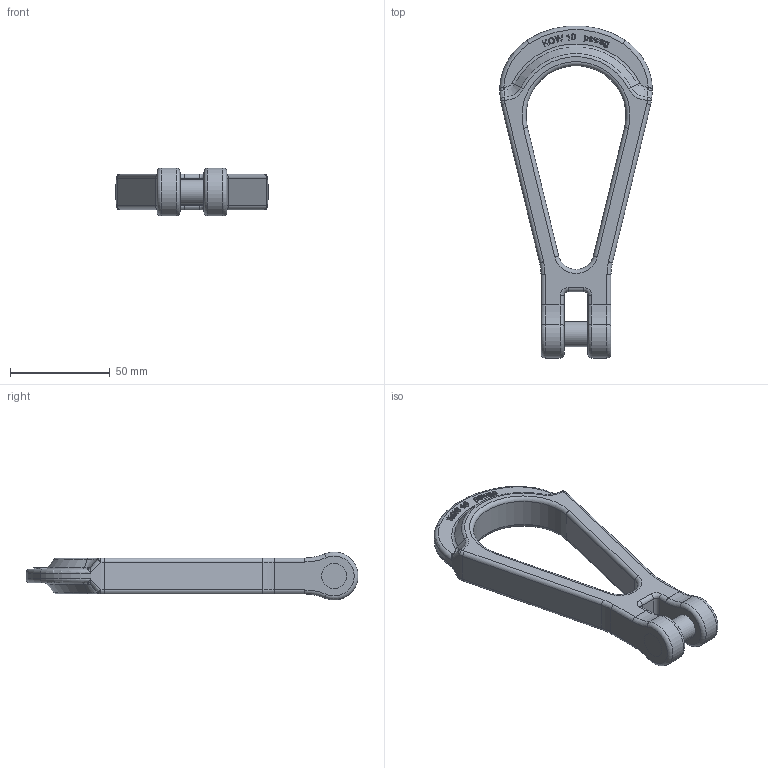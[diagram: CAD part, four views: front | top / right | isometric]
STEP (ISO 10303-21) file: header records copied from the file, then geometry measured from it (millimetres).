
FILE_DESCRIPTION(/* description */ (''),/* implementation_level */ '2;1');
FILE_NAME(/* name */ 'KOW 10 Kundenmodell',/* time_stamp */ '2010-01-07T10:35:32+01:00',/* author */ (''),/* organization */ (''),/* preprocessor_version */ 'ST-DEVELOPER v9',/* originating_system */ 'UGS - NX 4.0',/* authorisation */ '');
FILE_SCHEMA (('AUTOMOTIVE_DESIGN { 1 0 10303 214 1 1 1 1 }'));
Length unit declared in the file: millimetre
Products named in the file (1): ritF3E6v4af
Bounding box: 76.37 x 166.05 x 23.95 mm (x, y, z)
Volume: 73432.2 mm3; surface area: 22695.1 mm2
Topology: 2 solids, 2 shells, 278 faces, 703 edges, 437 vertices
Faces by surface type: plane 90, extrusion 84, torus 46, cylinder 36, bspline 12, cone 6, sphere 4
Full cylindrical faces by diameter (mm): 12.5 x3
Entity records: 9350 total; most frequent: CARTESIAN_POINT 3107, ORIENTED_EDGE 1382, DIRECTION 1064, EDGE_CURVE 691, VERTEX_POINT 436, AXIS2_PLACEMENT_3D 357, VECTOR 350, B_SPLINE_CURVE_WITH_KNOTS 335
